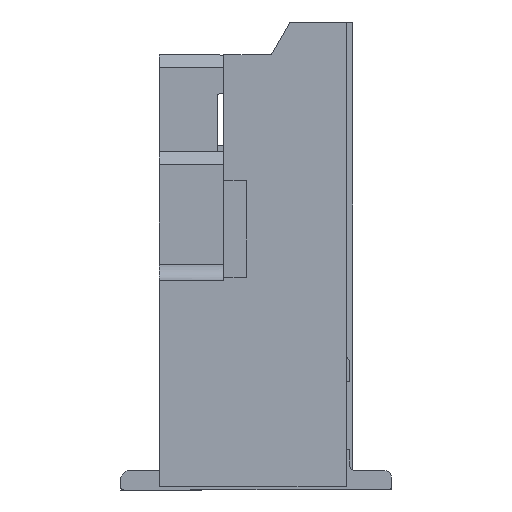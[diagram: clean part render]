
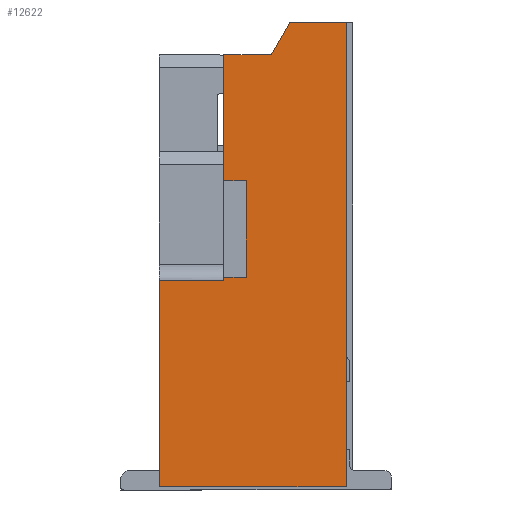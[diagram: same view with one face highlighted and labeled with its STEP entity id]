
A CAD part, left-side view. The second image highlights one B-rep face of the part: STEP entity #12622.
In plain terms, the highlighted planar face has unit normal (-1, 0, 0).
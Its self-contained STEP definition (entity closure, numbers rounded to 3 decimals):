
#340 = EDGE_CURVE ( 'NONE', #10891, #11821, #5435, .T. ) ;
#410 = LINE ( 'NONE', #7300, #7311 ) ;
#952 = ORIENTED_EDGE ( 'NONE', *, *, #9710, .F. ) ;
#970 = ORIENTED_EDGE ( 'NONE', *, *, #8015, .F. ) ;
#1032 = CARTESIAN_POINT ( 'NONE',  ( -12.25, 0.1, 3.85 ) ) ;
#1051 = LINE ( 'NONE', #7065, #10112 ) ;
#1648 = EDGE_CURVE ( 'NONE', #9352, #11782, #1051, .T. ) ;
#2273 = VERTEX_POINT ( 'NONE', #1032 ) ;
#2831 = EDGE_CURVE ( 'NONE', #14697, #11821, #4984, .T. ) ;
#2918 = VERTEX_POINT ( 'NONE', #13079 ) ;
#2955 = LINE ( 'NONE', #5268, #11899 ) ;
#2972 = CARTESIAN_POINT ( 'NONE',  ( -12.25, 2., -0.15 ) ) ;
#3121 = ORIENTED_EDGE ( 'NONE', *, *, #340, .T. ) ;
#3143 = VECTOR ( 'NONE', #12922, 1000. ) ;
#3521 = VECTOR ( 'NONE', #9930, 1000. ) ;
#3535 = VECTOR ( 'NONE', #13658, 1000. ) ;
#3618 = VECTOR ( 'NONE', #11484, 1000. ) ;
#3819 = CARTESIAN_POINT ( 'NONE',  ( -12.25, 2., -0.15 ) ) ;
#3928 = VERTEX_POINT ( 'NONE', #9115 ) ;
#4105 = CARTESIAN_POINT ( 'NONE',  ( -12.25, 1.65, 1.4 ) ) ;
#4256 = EDGE_LOOP ( 'NONE', ( #14103, #10809, #14870, #970, #10039, #13166, #8858, #14102, #3121, #10023, #952, #12117 ) ) ;
#4733 = CARTESIAN_POINT ( 'NONE',  ( -12.25, 3., 3.35 ) ) ;
#4783 = DIRECTION ( 'NONE',  ( 0., -1., 0. ) ) ;
#4984 = LINE ( 'NONE', #4733, #8606 ) ;
#5045 = LINE ( 'NONE', #10769, #13070 ) ;
#5268 = CARTESIAN_POINT ( 'NONE',  ( -12.25, 1.65, -0.1 ) ) ;
#5435 = LINE ( 'NONE', #7863, #3618 ) ;
#5444 = CARTESIAN_POINT ( 'NONE',  ( -12.25, 0.1, -3.35 ) ) ;
#5564 = EDGE_CURVE ( 'NONE', #7528, #9352, #13352, .T. ) ;
#5670 = EDGE_CURVE ( 'NONE', #10891, #2273, #12637, .T. ) ;
#5676 = EDGE_CURVE ( 'NONE', #14954, #10911, #6436, .T. ) ;
#5724 = EDGE_CURVE ( 'NONE', #7528, #10911, #2955, .T. ) ;
#5931 = CARTESIAN_POINT ( 'NONE',  ( -12.25, 2., -0.1 ) ) ;
#5986 = DIRECTION ( 'NONE',  ( 0., 1., 0. ) ) ;
#6168 = DIRECTION ( 'NONE',  ( 0., -1., 0. ) ) ;
#6436 = LINE ( 'NONE', #2972, #12266 ) ;
#6738 = VECTOR ( 'NONE', #11835, 1000. ) ;
#7065 = CARTESIAN_POINT ( 'NONE',  ( -12.25, 1.65, 1.4 ) ) ;
#7215 = LINE ( 'NONE', #5444, #11602 ) ;
#7300 = CARTESIAN_POINT ( 'NONE',  ( -12.25, 3., -3.35 ) ) ;
#7311 = VECTOR ( 'NONE', #6168, 1000. ) ;
#7337 = EDGE_CURVE ( 'NONE', #10124, #3928, #410, .T. ) ;
#7528 = VERTEX_POINT ( 'NONE', #9902 ) ;
#7624 = DIRECTION ( 'NONE',  ( 0., 0., 1. ) ) ;
#7863 = CARTESIAN_POINT ( 'NONE',  ( -12.25, 0.973, 3.85 ) ) ;
#8015 = EDGE_CURVE ( 'NONE', #2918, #14954, #13820, .T. ) ;
#8346 = CARTESIAN_POINT ( 'NONE',  ( -12.25, 2., -0.15 ) ) ;
#8606 = VECTOR ( 'NONE', #4783, 1000. ) ;
#8858 = ORIENTED_EDGE ( 'NONE', *, *, #14111, .F. ) ;
#8885 = DIRECTION ( 'NONE',  ( 0., 1., 0. ) ) ;
#8926 = CARTESIAN_POINT ( 'NONE',  ( -12.25, 1.261, 3.35 ) ) ;
#8957 = DIRECTION ( 'NONE',  ( 0., 0., -1. ) ) ;
#9115 = CARTESIAN_POINT ( 'NONE',  ( -12.25, 0.1, -3.35 ) ) ;
#9172 = LINE ( 'NONE', #10360, #3535 ) ;
#9352 = VERTEX_POINT ( 'NONE', #4105 ) ;
#9710 = EDGE_CURVE ( 'NONE', #11782, #14697, #9172, .T. ) ;
#9736 = CARTESIAN_POINT ( 'NONE',  ( -12.25, 3., -3.35 ) ) ;
#9902 = CARTESIAN_POINT ( 'NONE',  ( -12.25, 1.65, -0.1 ) ) ;
#9930 = DIRECTION ( 'NONE',  ( 0., -1., 0. ) ) ;
#10023 = ORIENTED_EDGE ( 'NONE', *, *, #2831, .F. ) ;
#10039 = ORIENTED_EDGE ( 'NONE', *, *, #13149, .F. ) ;
#10112 = VECTOR ( 'NONE', #5986, 1000. ) ;
#10124 = VERTEX_POINT ( 'NONE', #13999 ) ;
#10151 = FACE_OUTER_BOUND ( 'NONE', #4256, .T. ) ;
#10360 = CARTESIAN_POINT ( 'NONE',  ( -12.25, 2., -0.15 ) ) ;
#10769 = CARTESIAN_POINT ( 'NONE',  ( -12.25, 3., -3.35 ) ) ;
#10809 = ORIENTED_EDGE ( 'NONE', *, *, #5724, .T. ) ;
#10891 = VERTEX_POINT ( 'NONE', #13244 ) ;
#10911 = VERTEX_POINT ( 'NONE', #5931 ) ;
#10993 = DIRECTION ( 'NONE',  ( 0., 0., -1. ) ) ;
#11277 = CARTESIAN_POINT ( 'NONE',  ( -12.25, 2., 1.4 ) ) ;
#11484 = DIRECTION ( 'NONE',  ( 0., 0.5, -0.866 ) ) ;
#11602 = VECTOR ( 'NONE', #8957, 1000. ) ;
#11782 = VERTEX_POINT ( 'NONE', #11277 ) ;
#11821 = VERTEX_POINT ( 'NONE', #8926 ) ;
#11835 = DIRECTION ( 'NONE',  ( 0., -1., 0. ) ) ;
#11898 = DIRECTION ( 'NONE',  ( 0., 0., 1. ) ) ;
#11899 = VECTOR ( 'NONE', #8885, 1000. ) ;
#12110 = CARTESIAN_POINT ( 'NONE',  ( -12.25, 1.55, 3.85 ) ) ;
#12117 = ORIENTED_EDGE ( 'NONE', *, *, #1648, .F. ) ;
#12169 = PLANE ( 'NONE',  #13497 ) ;
#12266 = VECTOR ( 'NONE', #7624, 1000. ) ;
#12622 = ADVANCED_FACE ( 'NONE', ( #10151 ), #12169, .F. ) ;
#12637 = LINE ( 'NONE', #12110, #3521 ) ;
#12922 = DIRECTION ( 'NONE',  ( 0., 0., 1. ) ) ;
#13070 = VECTOR ( 'NONE', #11898, 1000. ) ;
#13079 = CARTESIAN_POINT ( 'NONE',  ( -12.25, 3., -0.15 ) ) ;
#13149 = EDGE_CURVE ( 'NONE', #10124, #2918, #5045, .T. ) ;
#13166 = ORIENTED_EDGE ( 'NONE', *, *, #7337, .T. ) ;
#13244 = CARTESIAN_POINT ( 'NONE',  ( -12.25, 0.973, 3.85 ) ) ;
#13268 = CARTESIAN_POINT ( 'NONE',  ( -12.25, 1.65, -0.1 ) ) ;
#13352 = LINE ( 'NONE', #13268, #3143 ) ;
#13497 = AXIS2_PLACEMENT_3D ( 'NONE', #9736, #14347, #10993 ) ;
#13658 = DIRECTION ( 'NONE',  ( 0., 0., 1. ) ) ;
#13820 = LINE ( 'NONE', #3819, #6738 ) ;
#13999 = CARTESIAN_POINT ( 'NONE',  ( -12.25, 3., -3.35 ) ) ;
#14102 = ORIENTED_EDGE ( 'NONE', *, *, #5670, .F. ) ;
#14103 = ORIENTED_EDGE ( 'NONE', *, *, #5564, .F. ) ;
#14111 = EDGE_CURVE ( 'NONE', #2273, #3928, #7215, .T. ) ;
#14347 = DIRECTION ( 'NONE',  ( 1., 0., 0. ) ) ;
#14645 = CARTESIAN_POINT ( 'NONE',  ( -12.25, 2., 3.35 ) ) ;
#14697 = VERTEX_POINT ( 'NONE', #14645 ) ;
#14870 = ORIENTED_EDGE ( 'NONE', *, *, #5676, .F. ) ;
#14954 = VERTEX_POINT ( 'NONE', #8346 ) ;
